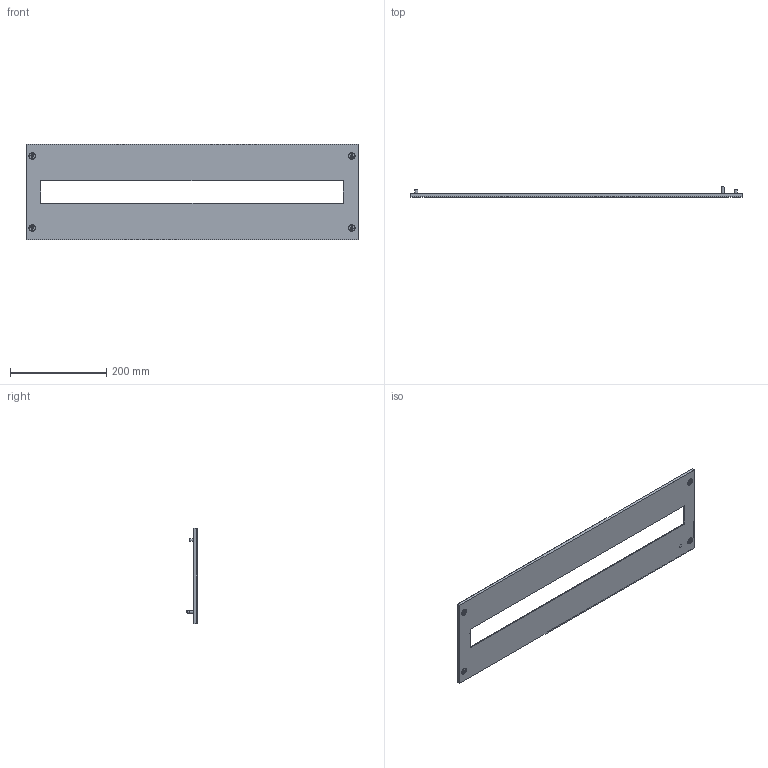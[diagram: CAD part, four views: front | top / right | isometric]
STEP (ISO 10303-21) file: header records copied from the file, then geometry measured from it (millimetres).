
FILE_DESCRIPTION (( 'STEP AP203' ), '1' );
FILE_NAME ('CPZ8422_Default.step', '2025-05-14T12:48:26', ( 'Windows User' ), ( 'AUTOMATION DIRECT' ), 'SwSTEP 2.0', 'SolidWorks 2024', '' );
FILE_SCHEMA (( 'CONFIG_CONTROL_DESIGN' ));
Length unit declared in the file: millimetre
Products named in the file (2): CPZ8422; CPZ8422_Default
Assembly tree (1 placements, depth 2):
  CPZ8422_Default
    CPZ8422
Bounding box: 691 x 21.8 x 199 mm (x, y, z)
Volume: 177630.2 mm3; surface area: 240090.9 mm2
Topology: 1 solids, 1 shells, 176 faces, 457 edges, 302 vertices
Faces by surface type: plane 81, cylinder 66, cone 21, torus 8
Full cylindrical faces by diameter (mm): 3.96 x4, 6 x5, 7 x1, 12 x4
Entity records: 5170 total; most frequent: DIRECTION 898, CARTESIAN_POINT 858, ORIENTED_EDGE 778, EDGE_CURVE 389, AXIS2_PLACEMENT_3D 333, VERTEX_POINT 277, EDGE_LOOP 240, LINE 232
